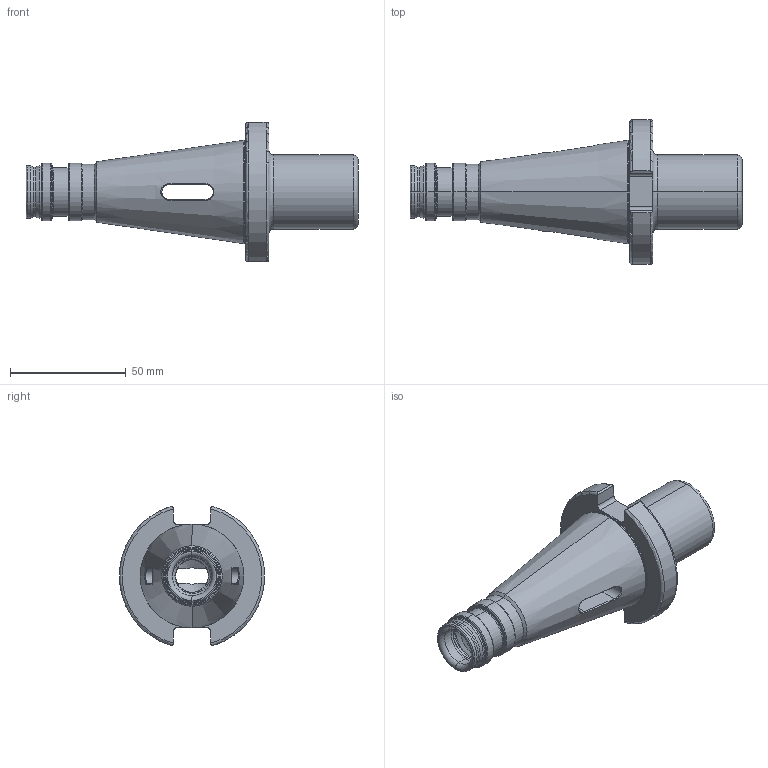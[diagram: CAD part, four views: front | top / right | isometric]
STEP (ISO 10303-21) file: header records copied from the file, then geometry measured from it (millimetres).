
FILE_DESCRIPTION (( 'STEP AP203' ), '1' );
FILE_NAME ('401.07.02.STEP', '2016-10-25T02:36:58', ( '' ), ( '' ), 'SwSTEP 2.0', 'SolidWorks 2012', '' );
FILE_SCHEMA (( 'CONFIG_CONTROL_DESIGN' ));
Length unit declared in the file: millimetre
Products named in the file (1): 401.07.02
Bounding box: 143.4 x 62.57 x 60.15 mm (x, y, z)
Volume: 107198.7 mm3; surface area: 28194.1 mm2
Topology: 1 solids, 1 shells, 154 faces, 381 edges, 231 vertices
Faces by surface type: cylinder 60, torus 37, plane 25, cone 22, bspline 10
Entity records: 8653 total; most frequent: CARTESIAN_POINT 5104, ORIENTED_EDGE 762, DIRECTION 711, EDGE_CURVE 381, AXIS2_PLACEMENT_3D 294, VERTEX_POINT 231, EDGE_LOOP 162, FACE_OUTER_BOUND 154
